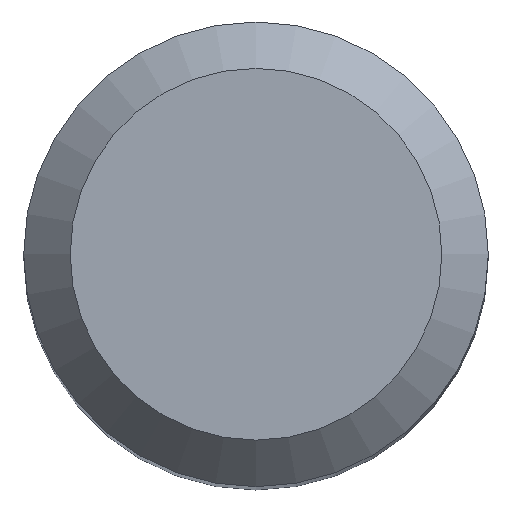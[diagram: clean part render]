
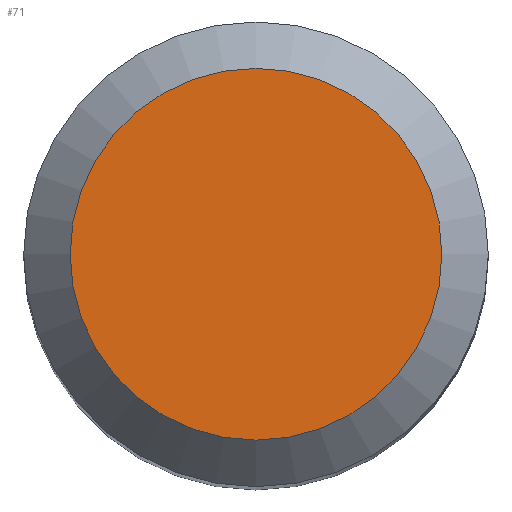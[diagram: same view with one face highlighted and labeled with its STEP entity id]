
A CAD part, top view. The second image highlights one B-rep face of the part: STEP entity #71.
In plain terms, the highlighted planar face has unit normal (0, 0, 1).
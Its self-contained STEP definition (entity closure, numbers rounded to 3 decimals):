
#4 = PLANE ( 'NONE',  #175 ) ;
#44 = EDGE_CURVE ( 'NONE', #113, #113, #109, .T. ) ;
#45 = FACE_OUTER_BOUND ( 'NONE', #144, .T. ) ;
#65 = DIRECTION ( 'NONE',  ( 0., 1., 0. ) ) ;
#71 = ADVANCED_FACE ( 'NONE', ( #45 ), #4, .F. ) ;
#79 = AXIS2_PLACEMENT_3D ( 'NONE', #187, #166, #148 ) ;
#109 = CIRCLE ( 'NONE', #79, 3.2 ) ;
#113 = VERTEX_POINT ( 'NONE', #139 ) ;
#139 = CARTESIAN_POINT ( 'NONE',  ( 0., 3.2, 79. ) ) ;
#144 = EDGE_LOOP ( 'NONE', ( #234 ) ) ;
#148 = DIRECTION ( 'NONE',  ( 0., 1., 0. ) ) ;
#166 = DIRECTION ( 'NONE',  ( 0., 0., -1. ) ) ;
#175 = AXIS2_PLACEMENT_3D ( 'NONE', #241, #246, #65 ) ;
#187 = CARTESIAN_POINT ( 'NONE',  ( 0., 0., 79. ) ) ;
#234 = ORIENTED_EDGE ( 'NONE', *, *, #44, .F. ) ;
#241 = CARTESIAN_POINT ( 'NONE',  ( 0., 0., 79. ) ) ;
#246 = DIRECTION ( 'NONE',  ( 0., 0., -1. ) ) ;
